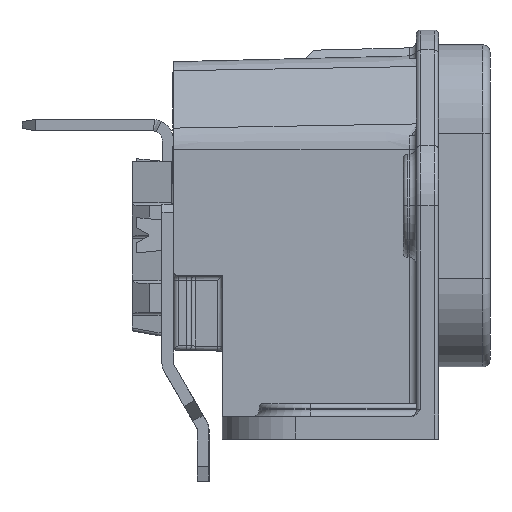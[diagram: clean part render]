
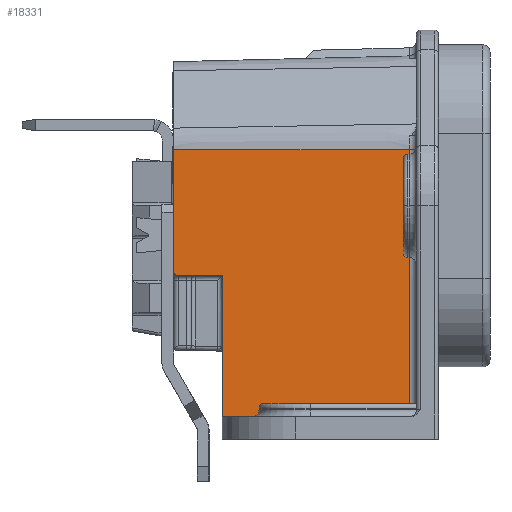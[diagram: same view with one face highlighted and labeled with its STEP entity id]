
A CAD part, left-side view. The second image highlights one B-rep face of the part: STEP entity #18331.
In plain terms, the highlighted planar face has unit normal (-1, 0.024, 0).
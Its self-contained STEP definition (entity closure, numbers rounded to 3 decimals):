
#15568 = VERTEX_POINT('',#15569);
#15569 = CARTESIAN_POINT('',(-14.213,-14.017,
    19.804));
#15599 = VERTEX_POINT('',#15600);
#15600 = CARTESIAN_POINT('',(-14.213,-14.005,
    1.654));
#15606 = EDGE_CURVE('',#15607,#15599,#15609,.T.);
#15607 = VERTEX_POINT('',#15608);
#15608 = CARTESIAN_POINT('',(-13.902,-1.305,
    1.654));
#15609 = LINE('',#15610,#15611);
#15610 = CARTESIAN_POINT('',(-14.233,-14.842,
    1.654));
#15611 = VECTOR('',#15612,1.);
#15612 = DIRECTION('',(-0.024,-1.,
    0.));
#15646 = EDGE_CURVE('',#15647,#15607,#15649,.T.);
#15647 = VERTEX_POINT('',#15648);
#15648 = CARTESIAN_POINT('',(-13.902,-1.305,
    11.254));
#15649 = LINE('',#15650,#15651);
#15650 = CARTESIAN_POINT('',(-13.902,-1.305,
    1.654));
#15651 = VECTOR('',#15652,1.);
#15652 = DIRECTION('',(0.,0.,-1.));
#15671 = VERTEX_POINT('',#15672);
#15672 = CARTESIAN_POINT('',(-14.213,-14.017,
    1.655));
#15679 = EDGE_CURVE('',#15671,#15568,#15680,.T.);
#15680 = LINE('',#15681,#15682);
#15681 = CARTESIAN_POINT('',(-14.213,-14.017,
    19.804));
#15682 = VECTOR('',#15683,1.);
#15683 = DIRECTION('',(0.,0.,1.));
#15698 = EDGE_CURVE('',#15599,#15671,#15699,.T.);
#15699 = ( BOUNDED_CURVE() B_SPLINE_CURVE(3,(#15700,#15701,#15702,#15703
),.UNSPECIFIED.,.F.,.F.) B_SPLINE_CURVE_WITH_KNOTS((4,4),(1.571
,1.595),.PIECEWISE_BEZIER_KNOTS.) CURVE() 
GEOMETRIC_REPRESENTATION_ITEM() RATIONAL_B_SPLINE_CURVE((1.,
1.,1.,1.)) REPRESENTATION_ITEM('') );
#15700 = CARTESIAN_POINT('',(-14.213,-14.005,
    1.654));
#15701 = CARTESIAN_POINT('',(-14.213,-14.009,
    1.654));
#15702 = CARTESIAN_POINT('',(-14.213,-14.013,
    1.654));
#15703 = CARTESIAN_POINT('',(-14.213,-14.017,
    1.655));
#15713 = EDGE_CURVE('',#15647,#15714,#15716,.T.);
#15714 = VERTEX_POINT('',#15715);
#15715 = CARTESIAN_POINT('',(-13.829,1.695,
    11.254));
#15716 = LINE('',#15717,#15718);
#15717 = CARTESIAN_POINT('',(-13.822,1.995,
    11.254));
#15718 = VECTOR('',#15719,1.);
#15719 = DIRECTION('',(0.024,1.,
    0.));
#18308 = EDGE_CURVE('',#18309,#15568,#18311,.T.);
#18309 = VERTEX_POINT('',#18310);
#18310 = CARTESIAN_POINT('',(-13.822,1.995,
    19.804));
#18311 = LINE('',#18312,#18313);
#18312 = CARTESIAN_POINT('',(-14.225,-14.505,19.804));
#18313 = VECTOR('',#18314,1.);
#18314 = DIRECTION('',(-0.024,-1.,
    0.));
#18331 = ADVANCED_FACE('',(#18332),#18355,.T.);
#18332 = FACE_BOUND('',#18333,.T.);
#18333 = EDGE_LOOP('',(#18334,#18335,#18336,#18337,#18345,#18352,#18353,
    #18354));
#18334 = ORIENTED_EDGE('',*,*,#15698,.T.);
#18335 = ORIENTED_EDGE('',*,*,#15679,.T.);
#18336 = ORIENTED_EDGE('',*,*,#18308,.F.);
#18337 = ORIENTED_EDGE('',*,*,#18338,.F.);
#18338 = EDGE_CURVE('',#18339,#18309,#18341,.T.);
#18339 = VERTEX_POINT('',#18340);
#18340 = CARTESIAN_POINT('',(-13.822,1.995,
    11.554));
#18341 = LINE('',#18342,#18343);
#18342 = CARTESIAN_POINT('',(-13.822,1.995,
    19.804));
#18343 = VECTOR('',#18344,1.);
#18344 = DIRECTION('',(0.,0.,1.));
#18345 = ORIENTED_EDGE('',*,*,#18346,.T.);
#18346 = EDGE_CURVE('',#18339,#15714,#18347,.T.);
#18347 = ( BOUNDED_CURVE() B_SPLINE_CURVE(3,(#18348,#18349,#18350,#18351
),.UNSPECIFIED.,.F.,.F.) B_SPLINE_CURVE_WITH_KNOTS((4,4),(3.142,
4.712),.PIECEWISE_BEZIER_KNOTS.) CURVE() 
GEOMETRIC_REPRESENTATION_ITEM() RATIONAL_B_SPLINE_CURVE((1.,
0.805,0.805,1.)) REPRESENTATION_ITEM('') );
#18348 = CARTESIAN_POINT('',(-13.822,1.995,
    11.554));
#18349 = CARTESIAN_POINT('',(-13.822,1.995,
    11.379));
#18350 = CARTESIAN_POINT('',(-13.825,1.87,
    11.254));
#18351 = CARTESIAN_POINT('',(-13.829,1.695,
    11.254));
#18352 = ORIENTED_EDGE('',*,*,#15713,.F.);
#18353 = ORIENTED_EDGE('',*,*,#15646,.T.);
#18354 = ORIENTED_EDGE('',*,*,#15606,.T.);
#18355 = PLANE('',#18356);
#18356 = AXIS2_PLACEMENT_3D('',#18357,#18358,#18359);
#18357 = CARTESIAN_POINT('',(-14.225,-14.505,19.804));
#18358 = DIRECTION('',(-1.,0.024,
    0.));
#18359 = DIRECTION('',(-0.024,-1.,
    0.));
